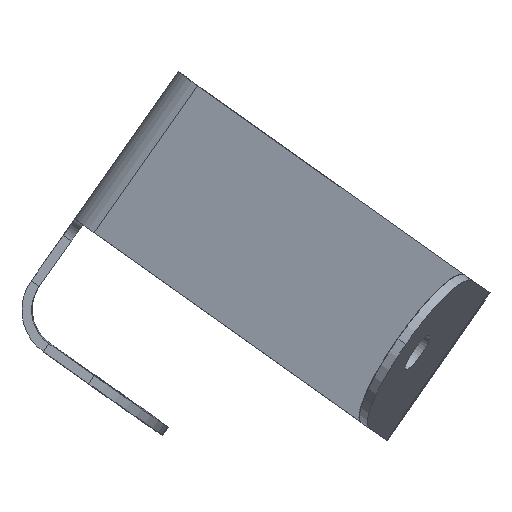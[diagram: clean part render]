
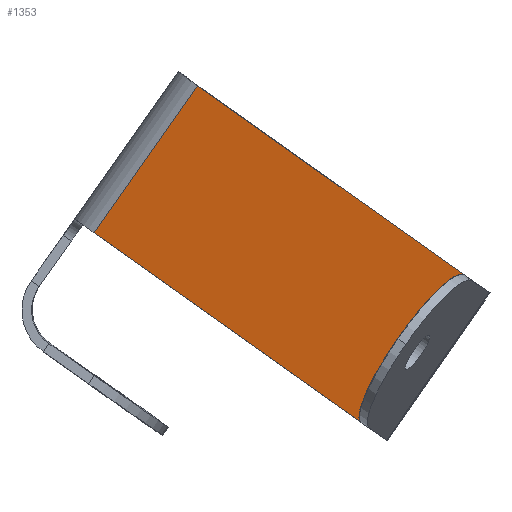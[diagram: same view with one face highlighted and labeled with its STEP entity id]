
A CAD part, front view. The second image highlights one B-rep face of the part: STEP entity #1353.
In plain terms, the highlighted planar face has unit normal (-0.436, -0.848, 0.301).
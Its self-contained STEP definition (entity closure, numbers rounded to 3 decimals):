
#516=CARTESIAN_POINT('Vertex',(5315.62,-263.754,1735.529)) ;
#547=CARTESIAN_POINT('Vertex',(5282.778,-238.59,1758.835)) ;
#550=CARTESIAN_POINT('Line Origine',(5299.199,-251.172,1747.182)) ;
#1214=CARTESIAN_POINT('Vertex',(5270.109,-238.467,1740.85)) ;
#1217=CARTESIAN_POINT('Line Origine',(5272.311,-238.489,1743.976)) ;
#1293=CARTESIAN_POINT('Vertex',(5303.067,-263.72,1717.46)) ;
#1296=CARTESIAN_POINT('Line Origine',(5286.588,-251.094,1729.155)) ;
#1330=CARTESIAN_POINT('Line Origine',(5309.169,-263.737,1726.243)) ;
#1342=CARTESIAN_POINT('Axis2P3D Location',(5330.442,-289.574,1684.3)) ;
#551=DIRECTION('Vector Direction',(0.692,-0.53,-0.491)) ;
#1218=DIRECTION('Vector Direction',(0.576,-0.006,0.818)) ;
#1297=DIRECTION('Vector Direction',(0.692,-0.53,-0.491)) ;
#1331=DIRECTION('Vector Direction',(0.571,-0.002,0.821)) ;
#1343=DIRECTION('Axis2P3D Direction',(0.436,0.848,-0.301)) ;
#1344=DIRECTION('Axis2P3D XDirection',(-0.692,0.53,0.491)) ;
#1345=AXIS2_PLACEMENT_3D('Plane Axis2P3D',#1342,#1343,#1344) ;
#1348=ORIENTED_EDGE('',*,*,#1334,.T.) ;
#1349=ORIENTED_EDGE('',*,*,#554,.F.) ;
#1350=ORIENTED_EDGE('',*,*,#1221,.T.) ;
#1351=ORIENTED_EDGE('',*,*,#1300,.T.) ;
#552=VECTOR('Line Direction',#551,1.) ;
#1219=VECTOR('Line Direction',#1218,1.) ;
#1298=VECTOR('Line Direction',#1297,1.) ;
#1332=VECTOR('Line Direction',#1331,1.) ;
#1353=ADVANCED_FACE('PartBody',(#1352),#1346,.F.) ;
#554=EDGE_CURVE('',#548,#517,#553,.T.) ;
#1221=EDGE_CURVE('',#548,#1215,#1220,.F.) ;
#1300=EDGE_CURVE('',#1215,#1294,#1299,.T.) ;
#1334=EDGE_CURVE('',#1294,#517,#1333,.T.) ;
#1347=EDGE_LOOP('',(#1348,#1349,#1350,#1351)) ;
#1352=FACE_OUTER_BOUND('',#1347,.T.) ;
#553=LINE('Line',#550,#552) ;
#1220=LINE('Line',#1217,#1219) ;
#1299=LINE('Line',#1296,#1298) ;
#1333=LINE('Line',#1330,#1332) ;
#1346=PLANE('',#1345) ;
#517=VERTEX_POINT('',#516) ;
#548=VERTEX_POINT('',#547) ;
#1215=VERTEX_POINT('',#1214) ;
#1294=VERTEX_POINT('',#1293) ;
